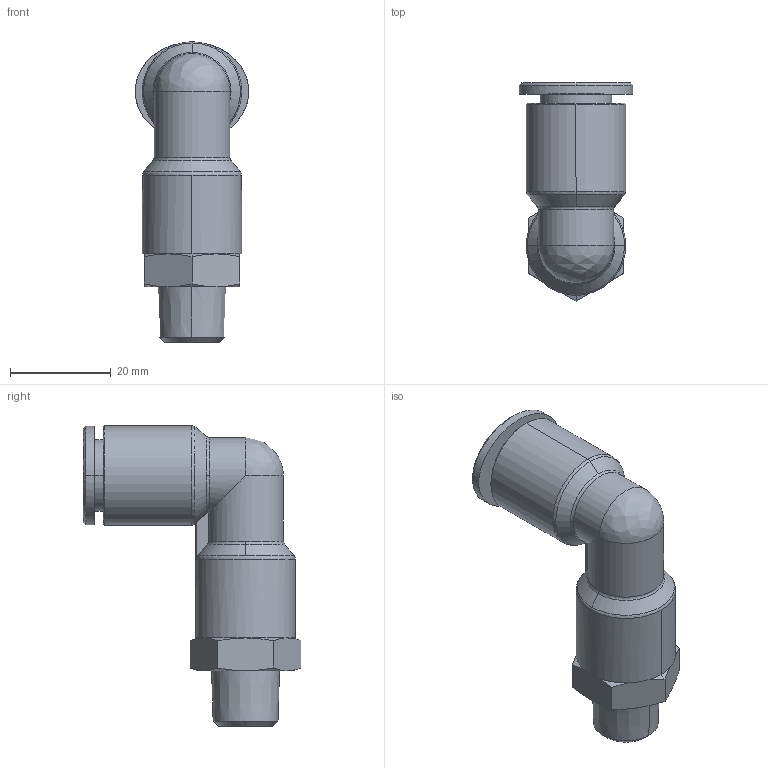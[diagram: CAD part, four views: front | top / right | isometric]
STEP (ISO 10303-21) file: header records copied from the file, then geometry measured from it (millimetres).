
FILE_DESCRIPTION (( 'STEP AP214' ), '1' );
FILE_NAME ('PLLP12-02.stp', '2015-09-16T07:10:59', ( '' ), ( '' ), 'SwSTEP 2.0', 'SolidWorks 2015', '' );
FILE_SCHEMA (( 'AUTOMOTIVE_DESIGN' ));
Length unit declared in the file: millimetre
Products named in the file (2): ~~~~~~~~~~~~~ｦ+ﾃｦ1; PLLP12-02
Assembly tree (1 placements, depth 2):
  PLLP12-02
    ~~~~~~~~~~~~~ｦ+ﾃｦ1
Bounding box: 22.5 x 43.17 x 59.55 mm (x, y, z)
Volume: 16386.1 mm3; surface area: 6742.3 mm2
Topology: 1 solids, 1 shells, 412 faces, 1160 edges, 763 vertices
Faces by surface type: plane 347, cone 33, bspline 13, cylinder 13, torus 6
Entity records: 14637 total; most frequent: CARTESIAN_POINT 3376, ORIENTED_EDGE 2314, DIRECTION 1984, EDGE_CURVE 1157, LINE 1012, VECTOR 1012, VERTEX_POINT 763, AXIS2_PLACEMENT_3D 486
